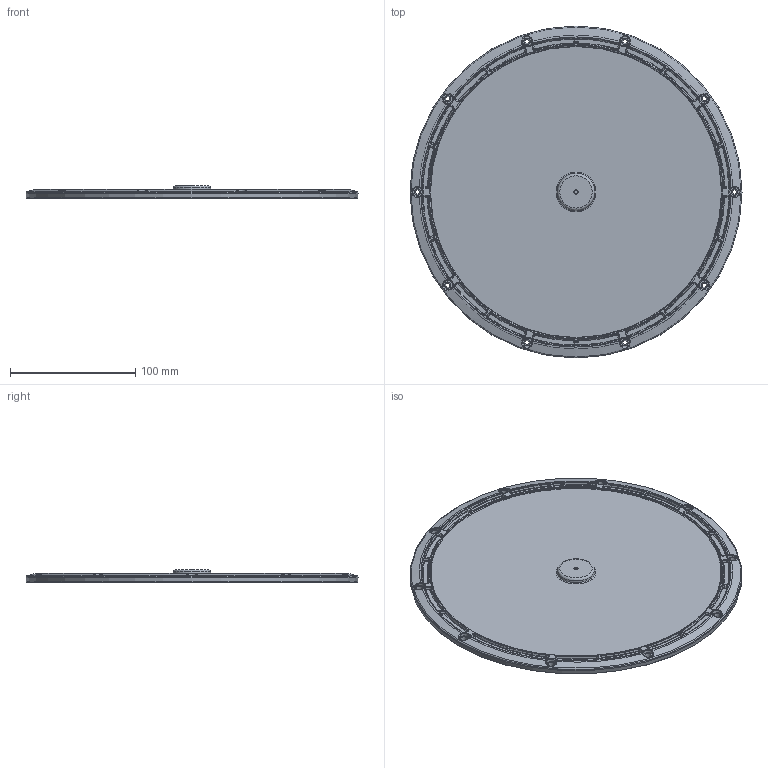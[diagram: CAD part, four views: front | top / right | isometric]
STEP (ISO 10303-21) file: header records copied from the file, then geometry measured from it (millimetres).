
FILE_DESCRIPTION(/* description */ (''),/* implementation_level */ '2;1');
FILE_NAME(/* name */ 'L354-10_UFO265-T120-B26-20210828.STP',/* time_stamp */ '2021-08-28T17:43:45+08:00',/* author */ (''),/* organization */ (''),/* preprocessor_version */ 'ST-DEVELOPER v14',/* originating_system */ 'SIEMENS PLM Software NX 8.0',/* authorisation */ '');
FILE_SCHEMA (('AUTOMOTIVE_DESIGN { 1 0 10303 214 3 1 1 1 }'));
Length unit declared in the file: millimetre
Products named in the file (1): RGD02548BCE6jmwr
Bounding box: 265 x 265 x 9.8 mm (x, y, z)
Volume: 131367.7 mm3; surface area: 127285.3 mm2
Topology: 1 solids, 1 shells, 885 faces, 2245 edges, 1390 vertices
Faces by surface type: torus 339, cone 194, bspline 142, plane 90, cylinder 80, sphere 40
Entity records: 37597 total; most frequent: CARTESIAN_POINT 18557, ORIENTED_EDGE 4308, DIRECTION 3549, EDGE_CURVE 2154, AXIS2_PLACEMENT_3D 1614, VERTEX_POINT 1354, EDGE_LOOP 988, ADVANCED_FACE 885
